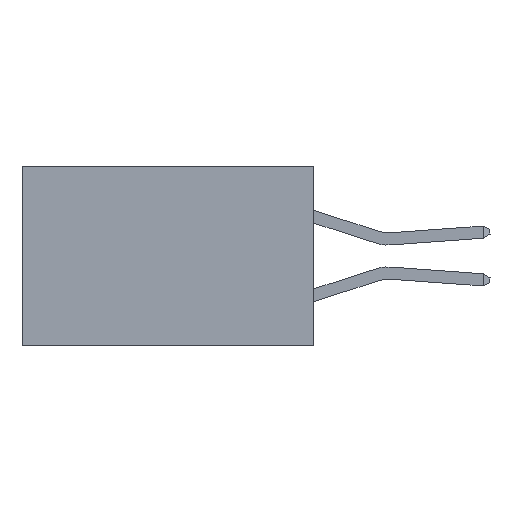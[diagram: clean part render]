
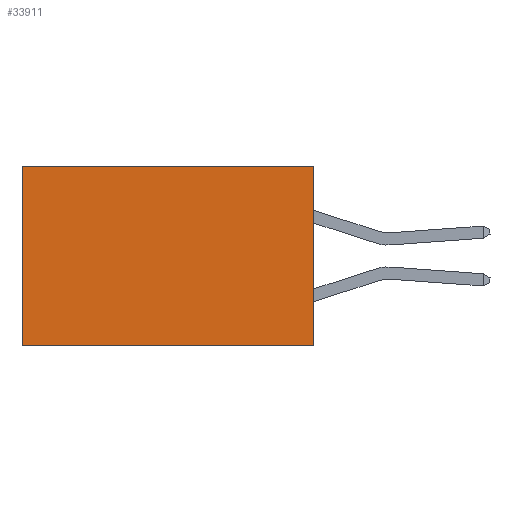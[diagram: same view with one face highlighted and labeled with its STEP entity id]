
A CAD part, left-side view. The second image highlights one B-rep face of the part: STEP entity #33911.
In plain terms, the highlighted planar face has unit normal (-1, 0, 0).
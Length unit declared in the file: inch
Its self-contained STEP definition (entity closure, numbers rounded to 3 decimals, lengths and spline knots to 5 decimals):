
#956 = CARTESIAN_POINT ( 'NONE',  ( 0.2875, 0., 0. ) ) ;
#1784 = CARTESIAN_POINT ( 'NONE',  ( 0.2875, 0., 0. ) ) ;
#2019 = EDGE_CURVE ( 'NONE', #3735, #29916, #22433, .T. ) ;
#2354 = CARTESIAN_POINT ( 'NONE',  ( 0.2875, 0., -0.37 ) ) ;
#2513 = LINE ( 'NONE', #1784, #27782 ) ;
#2581 = EDGE_CURVE ( 'NONE', #8400, #11711, #4949, .T. ) ;
#3500 = VECTOR ( 'NONE', #5572, 39.37008 ) ;
#3735 = VERTEX_POINT ( 'NONE', #956 ) ;
#4949 = LINE ( 'NONE', #20975, #16878 ) ;
#5025 = CARTESIAN_POINT ( 'NONE',  ( 0.2875, 0., 0. ) ) ;
#5572 = DIRECTION ( 'NONE',  ( 0., 1., 0. ) ) ;
#6225 = CARTESIAN_POINT ( 'NONE',  ( 0.2875, 0.6, -0.37 ) ) ;
#6736 = DIRECTION ( 'NONE',  ( 0., 0., -1. ) ) ;
#8400 = VERTEX_POINT ( 'NONE', #37940 ) ;
#9273 = ORIENTED_EDGE ( 'NONE', *, *, #12683, .T. ) ;
#9971 = ORIENTED_EDGE ( 'NONE', *, *, #31150, .F. ) ;
#11711 = VERTEX_POINT ( 'NONE', #6225 ) ;
#12683 = EDGE_CURVE ( 'NONE', #3735, #8400, #2513, .T. ) ;
#14606 = VECTOR ( 'NONE', #16012, 39.37008 ) ;
#16012 = DIRECTION ( 'NONE',  ( 0., 0., -1. ) ) ;
#16878 = VECTOR ( 'NONE', #6736, 39.37008 ) ;
#19387 = PLANE ( 'NONE',  #28779 ) ;
#19520 = DIRECTION ( 'NONE',  ( 0., 0., -1. ) ) ;
#19644 = DIRECTION ( 'NONE',  ( 1., 0., 0. ) ) ;
#20404 = ORIENTED_EDGE ( 'NONE', *, *, #2581, .T. ) ;
#20975 = CARTESIAN_POINT ( 'NONE',  ( 0.2875, 0.6, 0. ) ) ;
#22433 = LINE ( 'NONE', #30378, #14606 ) ;
#22741 = FACE_OUTER_BOUND ( 'NONE', #27385, .T. ) ;
#24563 = CARTESIAN_POINT ( 'NONE',  ( 0.2875, 0., -0.37 ) ) ;
#27385 = EDGE_LOOP ( 'NONE', ( #20404, #9971, #36396, #9273 ) ) ;
#27782 = VECTOR ( 'NONE', #28352, 39.37008 ) ;
#28352 = DIRECTION ( 'NONE',  ( 0., 1., 0. ) ) ;
#28779 = AXIS2_PLACEMENT_3D ( 'NONE', #5025, #19644, #19520 ) ;
#29916 = VERTEX_POINT ( 'NONE', #24563 ) ;
#30378 = CARTESIAN_POINT ( 'NONE',  ( 0.2875, 0., 0. ) ) ;
#31150 = EDGE_CURVE ( 'NONE', #29916, #11711, #37909, .T. ) ;
#33911 = ADVANCED_FACE ( 'NONE', ( #22741 ), #19387, .F. ) ;
#36396 = ORIENTED_EDGE ( 'NONE', *, *, #2019, .F. ) ;
#37909 = LINE ( 'NONE', #2354, #3500 ) ;
#37940 = CARTESIAN_POINT ( 'NONE',  ( 0.2875, 0.6, 0. ) ) ;
